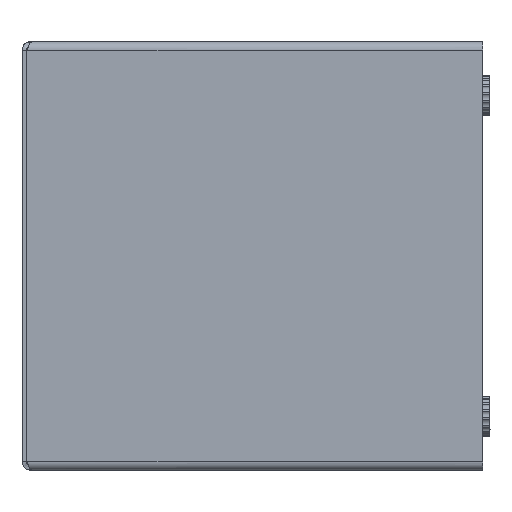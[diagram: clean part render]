
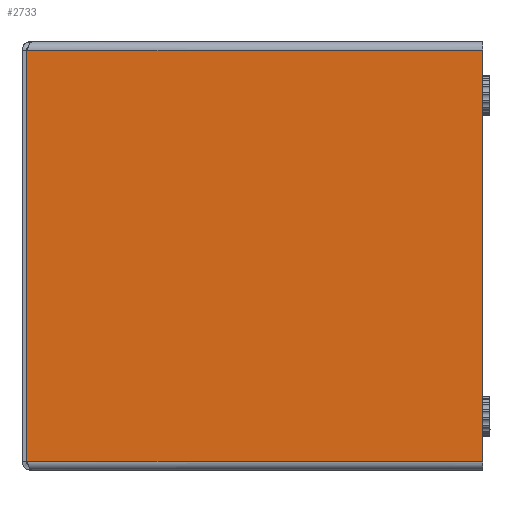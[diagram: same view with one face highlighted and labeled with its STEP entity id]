
A CAD part, left-side view. The second image highlights one B-rep face of the part: STEP entity #2733.
In plain terms, the highlighted planar face has unit normal (-1, 0, 0).
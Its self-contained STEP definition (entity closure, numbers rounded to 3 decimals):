
#75 = EDGE_CURVE ( 'NONE', #1315, #9236, #6096, .T. ) ;
#231 = EDGE_CURVE ( 'NONE', #9061, #1315, #864, .T. ) ;
#426 = CARTESIAN_POINT ( 'NONE',  ( -4., -215., 192. ) ) ;
#457 = ORIENTED_EDGE ( 'NONE', *, *, #1261, .T. ) ;
#772 = AXIS2_PLACEMENT_3D ( 'NONE', #9912, #7104, #4427 ) ;
#864 = LINE ( 'NONE', #4568, #10817 ) ;
#1261 = EDGE_CURVE ( 'NONE', #8442, #10924, #10614, .T. ) ;
#1315 = VERTEX_POINT ( 'NONE', #5862 ) ;
#1713 = ORIENTED_EDGE ( 'NONE', *, *, #6232, .F. ) ;
#1936 = EDGE_LOOP ( 'NONE', ( #457, #6386, #3396, #8729, #6226, #1713 ) ) ;
#2014 = EDGE_CURVE ( 'NONE', #5369, #10924, #3376, .T. ) ;
#2339 = DIRECTION ( 'NONE',  ( 0., -1., 0. ) ) ;
#2423 = PLANE ( 'NONE',  #772 ) ;
#2599 = FACE_OUTER_BOUND ( 'NONE', #1936, .T. ) ;
#2733 = ADVANCED_FACE ( 'NONE', ( #2599 ), #2423, .T. ) ;
#3255 = CARTESIAN_POINT ( 'NONE',  ( -4., -215., 192. ) ) ;
#3352 = DIRECTION ( 'NONE',  ( 0., -1., 0. ) ) ;
#3376 = LINE ( 'NONE', #3255, #3566 ) ;
#3396 = ORIENTED_EDGE ( 'NONE', *, *, #10480, .F. ) ;
#3566 = VECTOR ( 'NONE', #2339, 1000. ) ;
#3803 = CARTESIAN_POINT ( 'NONE',  ( -4., 211., 0. ) ) ;
#3850 = CARTESIAN_POINT ( 'NONE',  ( -4., -215., -200. ) ) ;
#3984 = CARTESIAN_POINT ( 'NONE',  ( -4., -215., -192. ) ) ;
#4427 = DIRECTION ( 'NONE',  ( 0., 0., 1. ) ) ;
#4568 = CARTESIAN_POINT ( 'NONE',  ( -4., 215., -192. ) ) ;
#4571 = VECTOR ( 'NONE', #6583, 1000. ) ;
#4755 = VECTOR ( 'NONE', #11352, 1000. ) ;
#4958 = CARTESIAN_POINT ( 'NONE',  ( -4., -215., 192. ) ) ;
#5369 = VERTEX_POINT ( 'NONE', #10842 ) ;
#5558 = CARTESIAN_POINT ( 'NONE',  ( -4., 211., -192. ) ) ;
#5862 = CARTESIAN_POINT ( 'NONE',  ( -4., 209.586, -192. ) ) ;
#6096 = LINE ( 'NONE', #7856, #7231 ) ;
#6226 = ORIENTED_EDGE ( 'NONE', *, *, #75, .T. ) ;
#6232 = EDGE_CURVE ( 'NONE', #8442, #9236, #9391, .T. ) ;
#6386 = ORIENTED_EDGE ( 'NONE', *, *, #2014, .F. ) ;
#6583 = DIRECTION ( 'NONE',  ( 0., 0., -1. ) ) ;
#6928 = CARTESIAN_POINT ( 'NONE',  ( -4., 209.586, 192. ) ) ;
#7104 = DIRECTION ( 'NONE',  ( -1., 0., 0. ) ) ;
#7231 = VECTOR ( 'NONE', #3352, 1000. ) ;
#7856 = CARTESIAN_POINT ( 'NONE',  ( -4., 215., -192. ) ) ;
#8283 = DIRECTION ( 'NONE',  ( 0., -1., 0. ) ) ;
#8442 = VERTEX_POINT ( 'NONE', #426 ) ;
#8491 = LINE ( 'NONE', #3803, #9199 ) ;
#8729 = ORIENTED_EDGE ( 'NONE', *, *, #231, .T. ) ;
#9061 = VERTEX_POINT ( 'NONE', #5558 ) ;
#9199 = VECTOR ( 'NONE', #10314, 1000. ) ;
#9236 = VERTEX_POINT ( 'NONE', #3984 ) ;
#9391 = LINE ( 'NONE', #3850, #4571 ) ;
#9912 = CARTESIAN_POINT ( 'NONE',  ( -4., 0., 0. ) ) ;
#10314 = DIRECTION ( 'NONE',  ( 0., 0., 1. ) ) ;
#10480 = EDGE_CURVE ( 'NONE', #9061, #5369, #8491, .T. ) ;
#10614 = LINE ( 'NONE', #4958, #4755 ) ;
#10817 = VECTOR ( 'NONE', #8283, 1000. ) ;
#10842 = CARTESIAN_POINT ( 'NONE',  ( -4., 211., 192. ) ) ;
#10924 = VERTEX_POINT ( 'NONE', #6928 ) ;
#11352 = DIRECTION ( 'NONE',  ( 0., 1., 0. ) ) ;
